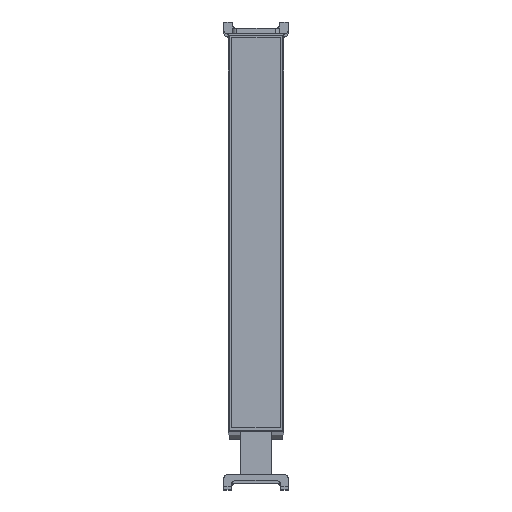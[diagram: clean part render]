
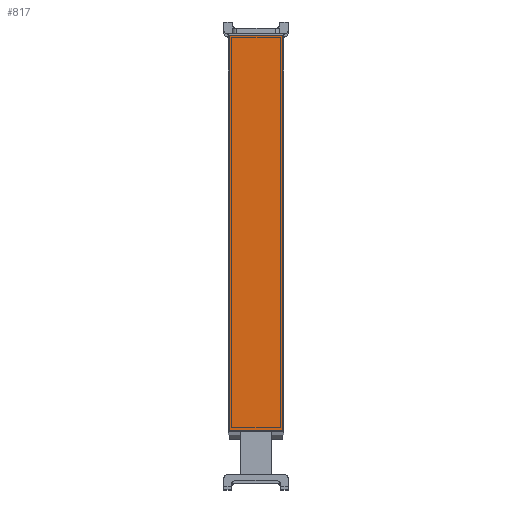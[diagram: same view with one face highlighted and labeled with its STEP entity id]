
A CAD part, top view. The second image highlights one B-rep face of the part: STEP entity #817.
In plain terms, the highlighted planar face has unit normal (0, 0, 1).
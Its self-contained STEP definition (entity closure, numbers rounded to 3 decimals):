
#229 = DIRECTION ( 'NONE',  ( -1., 0., 0. ) ) ;
#321 = DIRECTION ( 'NONE',  ( -1., 0., 0. ) ) ;
#432 = VECTOR ( 'NONE', #7163, 1000. ) ;
#515 = CARTESIAN_POINT ( 'NONE',  ( 6.8, -45.95, 1.2 ) ) ;
#613 = LINE ( 'NONE', #1651, #432 ) ;
#656 = AXIS2_PLACEMENT_3D ( 'NONE', #5745, #5659, #229 ) ;
#817 = ADVANCED_FACE ( 'NONE', ( #978 ), #7483, .T. ) ;
#967 = LINE ( 'NONE', #2672, #4087 ) ;
#978 = FACE_OUTER_BOUND ( 'NONE', #1826, .T. ) ;
#1113 = VERTEX_POINT ( 'NONE', #6126 ) ;
#1421 = EDGE_CURVE ( 'NONE', #1113, #2537, #3323, .T. ) ;
#1651 = CARTESIAN_POINT ( 'NONE',  ( 19.2, 45.95, 1.2 ) ) ;
#1738 = CARTESIAN_POINT ( 'NONE',  ( 6.8, 45.95, 1.2 ) ) ;
#1774 = ORIENTED_EDGE ( 'NONE', *, *, #1421, .F. ) ;
#1826 = EDGE_LOOP ( 'NONE', ( #7707, #4470, #1960, #1774 ) ) ;
#1960 = ORIENTED_EDGE ( 'NONE', *, *, #7780, .F. ) ;
#2067 = VECTOR ( 'NONE', #6070, 1000. ) ;
#2498 = CARTESIAN_POINT ( 'NONE',  ( 6.8, -45.95, 1.2 ) ) ;
#2537 = VERTEX_POINT ( 'NONE', #515 ) ;
#2672 = CARTESIAN_POINT ( 'NONE',  ( 6.8, 45.95, 1.2 ) ) ;
#2699 = VECTOR ( 'NONE', #321, 1000. ) ;
#3323 = LINE ( 'NONE', #3362, #2699 ) ;
#3362 = CARTESIAN_POINT ( 'NONE',  ( 19.2, -45.95, 1.2 ) ) ;
#3932 = VERTEX_POINT ( 'NONE', #1738 ) ;
#4087 = VECTOR ( 'NONE', #4570, 1000. ) ;
#4278 = VERTEX_POINT ( 'NONE', #7830 ) ;
#4470 = ORIENTED_EDGE ( 'NONE', *, *, #7484, .F. ) ;
#4570 = DIRECTION ( 'NONE',  ( 1., 0., 0. ) ) ;
#5093 = EDGE_CURVE ( 'NONE', #4278, #1113, #613, .T. ) ;
#5659 = DIRECTION ( 'NONE',  ( 0., 0., 1. ) ) ;
#5745 = CARTESIAN_POINT ( 'NONE',  ( 13., 0., 1.2 ) ) ;
#6070 = DIRECTION ( 'NONE',  ( 0., 1., 0. ) ) ;
#6126 = CARTESIAN_POINT ( 'NONE',  ( 19.2, -45.95, 1.2 ) ) ;
#7163 = DIRECTION ( 'NONE',  ( 0., -1., 0. ) ) ;
#7376 = LINE ( 'NONE', #2498, #2067 ) ;
#7483 = PLANE ( 'NONE',  #656 ) ;
#7484 = EDGE_CURVE ( 'NONE', #3932, #4278, #967, .T. ) ;
#7707 = ORIENTED_EDGE ( 'NONE', *, *, #5093, .F. ) ;
#7780 = EDGE_CURVE ( 'NONE', #2537, #3932, #7376, .T. ) ;
#7830 = CARTESIAN_POINT ( 'NONE',  ( 19.2, 45.95, 1.2 ) ) ;
